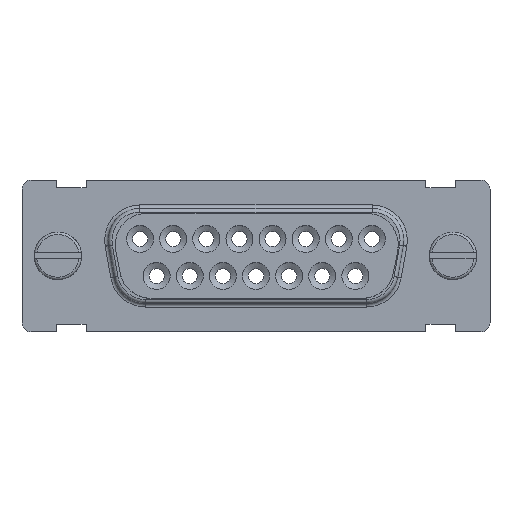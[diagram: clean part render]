
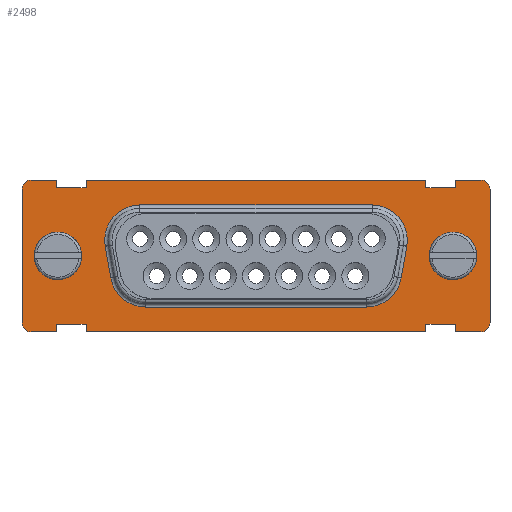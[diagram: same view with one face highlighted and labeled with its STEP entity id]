
A CAD part, top view. The second image highlights one B-rep face of the part: STEP entity #2498.
In plain terms, the highlighted planar face has unit normal (0, 0, 1).
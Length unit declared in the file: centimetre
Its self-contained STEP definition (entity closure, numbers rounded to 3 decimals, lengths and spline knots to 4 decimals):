
#146=VECTOR('',#3953,1.);
#147=VECTOR('',#3956,1.);
#148=VECTOR('',#3957,1.);
#149=VECTOR('',#3958,1.);
#150=VECTOR('',#3959,1.);
#151=VECTOR('',#3960,1.);
#152=VECTOR('',#3961,1.);
#153=VECTOR('',#3962,1.);
#154=VECTOR('',#3963,1.);
#155=VECTOR('',#3964,1.);
#156=VECTOR('',#3967,1.);
#157=VECTOR('',#3970,1.);
#158=VECTOR('',#3971,1.);
#159=VECTOR('',#3972,1.);
#160=VECTOR('',#3973,1.);
#161=VECTOR('',#3974,1.);
#162=VECTOR('',#3975,1.);
#163=VECTOR('',#3976,1.);
#164=VECTOR('',#3977,1.);
#165=VECTOR('',#3978,1.);
#166=VECTOR('',#3981,1.);
#167=VECTOR('',#3984,1.);
#168=VECTOR('',#3987,1.);
#169=VECTOR('',#3990,1.);
#282=LINE('',#3255,#146);
#283=LINE('',#3259,#147);
#284=LINE('',#3261,#148);
#285=LINE('',#3263,#149);
#286=LINE('',#3265,#150);
#287=LINE('',#3267,#151);
#288=LINE('',#3269,#152);
#289=LINE('',#3271,#153);
#290=LINE('',#3273,#154);
#291=LINE('',#3275,#155);
#292=LINE('',#3279,#156);
#293=LINE('',#3283,#157);
#294=LINE('',#3285,#158);
#295=LINE('',#3287,#159);
#296=LINE('',#3289,#160);
#297=LINE('',#3291,#161);
#298=LINE('',#3293,#162);
#299=LINE('',#3295,#163);
#300=LINE('',#3297,#164);
#301=LINE('',#3299,#165);
#302=LINE('',#3303,#166);
#303=LINE('',#3307,#167);
#304=LINE('',#3311,#168);
#305=LINE('',#3315,#169);
#414=PLANE('',#2683);
#541=VERTEX_POINT('',#3241);
#542=VERTEX_POINT('',#3244);
#545=VERTEX_POINT('',#3253);
#546=VERTEX_POINT('',#3254);
#547=VERTEX_POINT('',#3256);
#548=VERTEX_POINT('',#3258);
#549=VERTEX_POINT('',#3260);
#550=VERTEX_POINT('',#3262);
#551=VERTEX_POINT('',#3264);
#552=VERTEX_POINT('',#3266);
#553=VERTEX_POINT('',#3268);
#554=VERTEX_POINT('',#3270);
#555=VERTEX_POINT('',#3272);
#556=VERTEX_POINT('',#3274);
#557=VERTEX_POINT('',#3276);
#558=VERTEX_POINT('',#3278);
#559=VERTEX_POINT('',#3280);
#560=VERTEX_POINT('',#3282);
#561=VERTEX_POINT('',#3284);
#562=VERTEX_POINT('',#3286);
#563=VERTEX_POINT('',#3288);
#564=VERTEX_POINT('',#3290);
#565=VERTEX_POINT('',#3292);
#566=VERTEX_POINT('',#3294);
#567=VERTEX_POINT('',#3296);
#568=VERTEX_POINT('',#3298);
#569=VERTEX_POINT('',#3301);
#570=VERTEX_POINT('',#3302);
#571=VERTEX_POINT('',#3304);
#572=VERTEX_POINT('',#3306);
#573=VERTEX_POINT('',#3308);
#574=VERTEX_POINT('',#3310);
#575=VERTEX_POINT('',#3312);
#576=VERTEX_POINT('',#3314);
#764=CIRCLE('',#2676,0.1981);
#765=CIRCLE('',#2678,0.1981);
#768=CIRCLE('',#2684,0.0762);
#769=CIRCLE('',#2685,0.0762);
#770=CIRCLE('',#2686,0.0762);
#771=CIRCLE('',#2687,0.0762);
#772=CIRCLE('',#2688,0.2946);
#773=CIRCLE('',#2689,0.2946);
#774=CIRCLE('',#2690,0.2946);
#775=CIRCLE('',#2691,0.2946);
#967=EDGE_CURVE('',#541,#541,#764,.T.);
#968=EDGE_CURVE('',#542,#542,#765,.T.);
#971=EDGE_CURVE('',#545,#546,#768,.T.);
#972=EDGE_CURVE('',#547,#545,#282,.T.);
#973=EDGE_CURVE('',#548,#547,#769,.T.);
#974=EDGE_CURVE('',#549,#548,#283,.T.);
#975=EDGE_CURVE('',#550,#549,#284,.T.);
#976=EDGE_CURVE('',#551,#550,#285,.T.);
#977=EDGE_CURVE('',#552,#551,#286,.T.);
#978=EDGE_CURVE('',#553,#552,#287,.T.);
#979=EDGE_CURVE('',#554,#553,#288,.T.);
#980=EDGE_CURVE('',#555,#554,#289,.T.);
#981=EDGE_CURVE('',#556,#555,#290,.T.);
#982=EDGE_CURVE('',#557,#556,#291,.T.);
#983=EDGE_CURVE('',#558,#557,#770,.T.);
#984=EDGE_CURVE('',#559,#558,#292,.T.);
#985=EDGE_CURVE('',#560,#559,#771,.T.);
#986=EDGE_CURVE('',#561,#560,#293,.T.);
#987=EDGE_CURVE('',#562,#561,#294,.T.);
#988=EDGE_CURVE('',#563,#562,#295,.T.);
#989=EDGE_CURVE('',#564,#563,#296,.T.);
#990=EDGE_CURVE('',#565,#564,#297,.T.);
#991=EDGE_CURVE('',#566,#565,#298,.T.);
#992=EDGE_CURVE('',#567,#566,#299,.T.);
#993=EDGE_CURVE('',#568,#567,#300,.T.);
#994=EDGE_CURVE('',#546,#568,#301,.T.);
#995=EDGE_CURVE('',#569,#570,#772,.T.);
#996=EDGE_CURVE('',#571,#569,#302,.T.);
#997=EDGE_CURVE('',#572,#571,#773,.T.);
#998=EDGE_CURVE('',#573,#572,#303,.T.);
#999=EDGE_CURVE('',#574,#573,#774,.T.);
#1000=EDGE_CURVE('',#575,#574,#304,.T.);
#1001=EDGE_CURVE('',#576,#575,#775,.T.);
#1002=EDGE_CURVE('',#570,#576,#305,.T.);
#1344=ORIENTED_EDGE('',*,*,#971,.F.);
#1345=ORIENTED_EDGE('',*,*,#972,.F.);
#1346=ORIENTED_EDGE('',*,*,#973,.F.);
#1347=ORIENTED_EDGE('',*,*,#974,.F.);
#1348=ORIENTED_EDGE('',*,*,#975,.F.);
#1349=ORIENTED_EDGE('',*,*,#976,.F.);
#1350=ORIENTED_EDGE('',*,*,#977,.F.);
#1351=ORIENTED_EDGE('',*,*,#978,.F.);
#1352=ORIENTED_EDGE('',*,*,#979,.F.);
#1353=ORIENTED_EDGE('',*,*,#980,.F.);
#1354=ORIENTED_EDGE('',*,*,#981,.F.);
#1355=ORIENTED_EDGE('',*,*,#982,.F.);
#1356=ORIENTED_EDGE('',*,*,#983,.F.);
#1357=ORIENTED_EDGE('',*,*,#984,.F.);
#1358=ORIENTED_EDGE('',*,*,#985,.F.);
#1359=ORIENTED_EDGE('',*,*,#986,.F.);
#1360=ORIENTED_EDGE('',*,*,#987,.F.);
#1361=ORIENTED_EDGE('',*,*,#988,.F.);
#1362=ORIENTED_EDGE('',*,*,#989,.F.);
#1363=ORIENTED_EDGE('',*,*,#990,.F.);
#1364=ORIENTED_EDGE('',*,*,#991,.F.);
#1365=ORIENTED_EDGE('',*,*,#992,.F.);
#1366=ORIENTED_EDGE('',*,*,#993,.F.);
#1367=ORIENTED_EDGE('',*,*,#994,.F.);
#1368=ORIENTED_EDGE('',*,*,#995,.F.);
#1369=ORIENTED_EDGE('',*,*,#996,.F.);
#1370=ORIENTED_EDGE('',*,*,#997,.F.);
#1371=ORIENTED_EDGE('',*,*,#998,.F.);
#1372=ORIENTED_EDGE('',*,*,#999,.F.);
#1373=ORIENTED_EDGE('',*,*,#1000,.F.);
#1374=ORIENTED_EDGE('',*,*,#1001,.F.);
#1375=ORIENTED_EDGE('',*,*,#1002,.F.);
#1376=ORIENTED_EDGE('',*,*,#967,.T.);
#1377=ORIENTED_EDGE('',*,*,#968,.T.);
#1950=EDGE_LOOP('',(#1344,#1345,#1346,#1347,#1348,#1349,#1350,#1351,#1352,
#1353,#1354,#1355,#1356,#1357,#1358,#1359,#1360,#1361,#1362,#1363,#1364,
#1365,#1366,#1367));
#1951=EDGE_LOOP('',(#1368,#1369,#1370,#1371,#1372,#1373,#1374,#1375));
#1952=EDGE_LOOP('',(#1376));
#1953=EDGE_LOOP('',(#1377));
#2228=FACE_BOUND('',#1950,.T.);
#2229=FACE_BOUND('',#1951,.T.);
#2230=FACE_BOUND('',#1952,.T.);
#2231=FACE_BOUND('',#1953,.T.);
#2498=ADVANCED_FACE('',(#2228,#2229,#2230,#2231),#414,.T.);
#2676=AXIS2_PLACEMENT_3D('',#3240,#3938,#3939);
#2678=AXIS2_PLACEMENT_3D('',#3243,#3942,#3943);
#2683=AXIS2_PLACEMENT_3D('',#3251,#3950,$);
#2684=AXIS2_PLACEMENT_3D('',#3252,#3951,#3952);
#2685=AXIS2_PLACEMENT_3D('',#3257,#3954,#3955);
#2686=AXIS2_PLACEMENT_3D('',#3277,#3965,#3966);
#2687=AXIS2_PLACEMENT_3D('',#3281,#3968,#3969);
#2688=AXIS2_PLACEMENT_3D('',#3300,#3979,#3980);
#2689=AXIS2_PLACEMENT_3D('',#3305,#3982,#3983);
#2690=AXIS2_PLACEMENT_3D('',#3309,#3985,#3986);
#2691=AXIS2_PLACEMENT_3D('',#3313,#3988,#3989);
#3240=CARTESIAN_POINT('',(-1.6561,0.,0.1524));
#3241=CARTESIAN_POINT('',(-1.458,0.,0.1524));
#3243=CARTESIAN_POINT('',(1.6459,0.,0.1524));
#3244=CARTESIAN_POINT('',(1.844,0.,0.1524));
#3251=CARTESIAN_POINT('',(0.,0.,
0.1524));
#3252=CARTESIAN_POINT('',(-1.8796,0.5588,0.1524));
#3253=CARTESIAN_POINT('',(-1.9558,0.5588,0.1524));
#3254=CARTESIAN_POINT('',(-1.8796,0.635,0.1524));
#3255=CARTESIAN_POINT('',(-1.9558,0.5588,0.1524));
#3256=CARTESIAN_POINT('',(-1.9558,-0.5588,0.1524));
#3257=CARTESIAN_POINT('',(-1.8796,-0.5588,0.1524));
#3258=CARTESIAN_POINT('',(-1.8796,-0.635,0.1524));
#3259=CARTESIAN_POINT('',(-1.8796,-0.635,0.1524));
#3260=CARTESIAN_POINT('',(-1.6688,-0.635,0.1524));
#3261=CARTESIAN_POINT('',(-1.6688,-0.635,0.1524));
#3262=CARTESIAN_POINT('',(-1.6688,-0.5715,0.1524));
#3263=CARTESIAN_POINT('',(-1.6688,-0.5715,0.1524));
#3264=CARTESIAN_POINT('',(-1.4199,-0.5715,0.1524));
#3265=CARTESIAN_POINT('',(-1.4199,-0.5715,0.1524));
#3266=CARTESIAN_POINT('',(-1.4199,-0.635,0.1524));
#3267=CARTESIAN_POINT('',(-1.4199,-0.635,0.1524));
#3268=CARTESIAN_POINT('',(1.4199,-0.635,0.1524));
#3269=CARTESIAN_POINT('',(1.4199,-0.635,0.1524));
#3270=CARTESIAN_POINT('',(1.4199,-0.5715,0.1524));
#3271=CARTESIAN_POINT('',(1.4199,-0.5715,0.1524));
#3272=CARTESIAN_POINT('',(1.6688,-0.5715,0.1524));
#3273=CARTESIAN_POINT('',(1.6688,-0.5715,0.1524));
#3274=CARTESIAN_POINT('',(1.6688,-0.635,0.1524));
#3275=CARTESIAN_POINT('',(1.6688,-0.635,0.1524));
#3276=CARTESIAN_POINT('',(1.8796,-0.635,0.1524));
#3277=CARTESIAN_POINT('',(1.8796,-0.5588,0.1524));
#3278=CARTESIAN_POINT('',(1.9558,-0.5588,0.1524));
#3279=CARTESIAN_POINT('',(1.9558,-0.5588,0.1524));
#3280=CARTESIAN_POINT('',(1.9558,0.5588,0.1524));
#3281=CARTESIAN_POINT('',(1.8796,0.5588,0.1524));
#3282=CARTESIAN_POINT('',(1.8796,0.635,0.1524));
#3283=CARTESIAN_POINT('',(1.8796,0.635,0.1524));
#3284=CARTESIAN_POINT('',(1.6688,0.635,0.1524));
#3285=CARTESIAN_POINT('',(1.6688,0.635,0.1524));
#3286=CARTESIAN_POINT('',(1.6688,0.5715,0.1524));
#3287=CARTESIAN_POINT('',(1.6688,0.5715,0.1524));
#3288=CARTESIAN_POINT('',(1.4199,0.5715,0.1524));
#3289=CARTESIAN_POINT('',(1.4199,0.5715,0.1524));
#3290=CARTESIAN_POINT('',(1.4199,0.635,0.1524));
#3291=CARTESIAN_POINT('',(1.4199,0.635,0.1524));
#3292=CARTESIAN_POINT('',(-1.4199,0.635,0.1524));
#3293=CARTESIAN_POINT('',(-1.4199,0.635,0.1524));
#3294=CARTESIAN_POINT('',(-1.4199,0.5715,0.1524));
#3295=CARTESIAN_POINT('',(-1.4199,0.5715,0.1524));
#3296=CARTESIAN_POINT('',(-1.6688,0.5715,0.1524));
#3297=CARTESIAN_POINT('',(-1.6688,0.5715,0.1524));
#3298=CARTESIAN_POINT('',(-1.6688,0.635,0.1524));
#3299=CARTESIAN_POINT('',(-1.6688,0.635,0.1524));
#3300=CARTESIAN_POINT('',(0.9703,0.1321,0.1524));
#3301=CARTESIAN_POINT('',(1.2604,0.0809,0.1524));
#3302=CARTESIAN_POINT('',(0.9703,0.4267,0.1524));
#3303=CARTESIAN_POINT('',(1.2229,-0.1321,0.1524));
#3304=CARTESIAN_POINT('',(1.2139,-0.1832,0.1524));
#3305=CARTESIAN_POINT('',(0.9237,-0.1321,0.1524));
#3306=CARTESIAN_POINT('',(0.9237,-0.4267,0.1524));
#3307=CARTESIAN_POINT('',(0.,-0.4267,0.1524));
#3308=CARTESIAN_POINT('',(-0.9237,-0.4267,0.1524));
#3309=CARTESIAN_POINT('',(-0.9237,-0.1321,0.1524));
#3310=CARTESIAN_POINT('',(-1.2139,-0.1832,0.1524));
#3311=CARTESIAN_POINT('',(-1.2229,-0.1321,0.1524));
#3312=CARTESIAN_POINT('',(-1.2604,0.0809,0.1524));
#3313=CARTESIAN_POINT('',(-0.9703,0.1321,0.1524));
#3314=CARTESIAN_POINT('',(-0.9703,0.4267,0.1524));
#3315=CARTESIAN_POINT('',(0.,0.4267,0.1524));
#3938=DIRECTION('',(0.,0.,-1.));
#3939=DIRECTION('',(0.198,0.,0.));
#3942=DIRECTION('',(0.,0.,-1.));
#3943=DIRECTION('',(0.198,0.,0.));
#3950=DIRECTION('',(0.,0.,1.));
#3951=DIRECTION('',(0.,0.,-1.));
#3952=DIRECTION('',(0.076,0.,0.));
#3953=DIRECTION('',(0.,1.,0.));
#3954=DIRECTION('',(0.,0.,-1.));
#3955=DIRECTION('',(0.076,0.,0.));
#3956=DIRECTION('',(-1.,0.,0.));
#3957=DIRECTION('',(0.,-1.,0.));
#3958=DIRECTION('',(-1.,0.,0.));
#3959=DIRECTION('',(0.,1.,0.));
#3960=DIRECTION('',(-1.,0.,0.));
#3961=DIRECTION('',(0.,-1.,0.));
#3962=DIRECTION('',(-1.,0.,0.));
#3963=DIRECTION('',(0.,1.,0.));
#3964=DIRECTION('',(-1.,0.,0.));
#3965=DIRECTION('',(0.,0.,-1.));
#3966=DIRECTION('',(0.076,0.,0.));
#3967=DIRECTION('',(0.,-1.,0.));
#3968=DIRECTION('',(0.,0.,-1.));
#3969=DIRECTION('',(0.076,0.,0.));
#3970=DIRECTION('',(1.,0.,0.));
#3971=DIRECTION('',(0.,1.,0.));
#3972=DIRECTION('',(1.,0.,0.));
#3973=DIRECTION('',(0.,-1.,0.));
#3974=DIRECTION('',(1.,0.,0.));
#3975=DIRECTION('',(0.,1.,0.));
#3976=DIRECTION('',(1.,0.,0.));
#3977=DIRECTION('',(0.,-1.,0.));
#3978=DIRECTION('',(1.,0.,0.));
#3979=DIRECTION('',(0.,0.,1.));
#3980=DIRECTION('',(0.226,0.189,0.));
#3981=DIRECTION('',(0.174,0.985,0.));
#3982=DIRECTION('',(0.,0.,1.));
#3983=DIRECTION('',(0.189,-0.226,0.));
#3984=DIRECTION('',(1.,0.,0.));
#3985=DIRECTION('',(0.,0.,1.));
#3986=DIRECTION('',(-0.189,-0.226,0.));
#3987=DIRECTION('',(0.174,-0.985,0.));
#3988=DIRECTION('',(0.,0.,1.));
#3989=DIRECTION('',(-0.226,0.189,0.));
#3990=DIRECTION('',(-1.,0.,0.));
